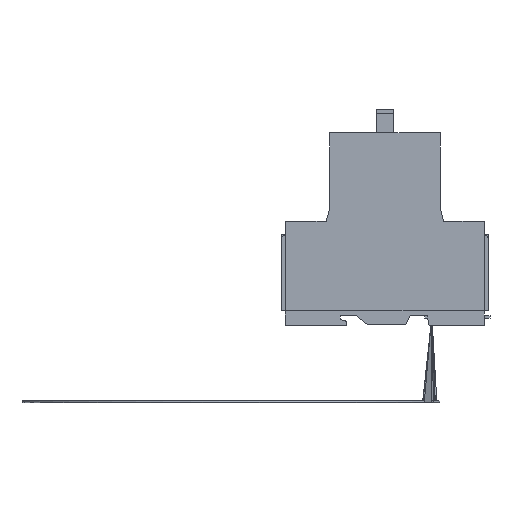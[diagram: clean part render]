
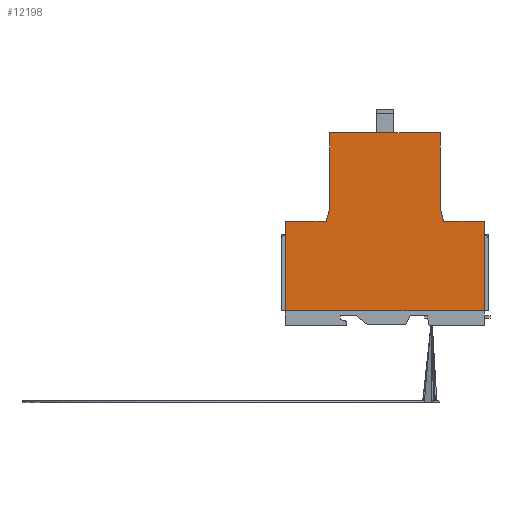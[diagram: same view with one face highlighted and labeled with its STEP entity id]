
A CAD part, left-side view. The second image highlights one B-rep face of the part: STEP entity #12198.
In plain terms, the highlighted planar face has unit normal (-1, 0, 0).
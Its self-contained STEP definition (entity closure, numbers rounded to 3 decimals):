
#930 = CARTESIAN_POINT ( 'NONE',  ( 0., 22.25, -12.75 ) ) ;
#2010 = CARTESIAN_POINT ( 'NONE',  ( 0., -40., -18. ) ) ;
#2011 = DIRECTION ( 'NONE',  ( 0., -1., 0. ) ) ;
#2012 = VECTOR ( 'NONE', #2011, 1000. ) ;
#2013 = CARTESIAN_POINT ( 'NONE',  ( 0., -23.625, -18. ) ) ;
#2014 = LINE ( 'NONE', #2013, #2012 ) ;
#2054 = CARTESIAN_POINT ( 'NONE',  ( 0., -23.625, -18. ) ) ;
#2055 = DIRECTION ( 'NONE',  ( 0., -0.253, -0.967 ) ) ;
#2056 = VECTOR ( 'NONE', #2055, 1000. ) ;
#2057 = CARTESIAN_POINT ( 'NONE',  ( 0., -22.25, -12.75 ) ) ;
#2058 = LINE ( 'NONE', #2057, #2056 ) ;
#2122 = CARTESIAN_POINT ( 'NONE',  ( 0., 23.625, -18. ) ) ;
#2123 = DIRECTION ( 'NONE',  ( 0., -1., 0. ) ) ;
#2124 = VECTOR ( 'NONE', #2123, 1000. ) ;
#2125 = CARTESIAN_POINT ( 'NONE',  ( 0., 40., -18. ) ) ;
#2126 = LINE ( 'NONE', #2125, #2124 ) ;
#2185 = FACE_OUTER_BOUND ( 'NONE', #12201, .T. ) ;
#2220 = DIRECTION ( 'NONE',  ( 0., 0., 1. ) ) ;
#2221 = DIRECTION ( 'NONE',  ( -1., 0., 0. ) ) ;
#2222 = CARTESIAN_POINT ( 'NONE',  ( 0., 22.25, 17.5 ) ) ;
#2223 = AXIS2_PLACEMENT_3D ( 'NONE', #2222, #2221, #2220 ) ;
#2226 = PLANE ( 'NONE',  #2223 ) ;
#2311 = CARTESIAN_POINT ( 'NONE',  ( 0., -40., -54. ) ) ;
#2321 = CARTESIAN_POINT ( 'NONE',  ( 0., 40., -54. ) ) ;
#2560 = DIRECTION ( 'NONE',  ( 0., -0.253, 0.967 ) ) ;
#2561 = VECTOR ( 'NONE', #2560, 1000. ) ;
#2562 = CARTESIAN_POINT ( 'NONE',  ( 0., 22.25, -12.75 ) ) ;
#2563 = LINE ( 'NONE', #2562, #2561 ) ;
#2699 = CARTESIAN_POINT ( 'NONE',  ( 0., 40., -18. ) ) ;
#2700 = DIRECTION ( 'NONE',  ( 0., 0., 1. ) ) ;
#2701 = VECTOR ( 'NONE', #2700, 1000. ) ;
#2702 = CARTESIAN_POINT ( 'NONE',  ( 0., 40., -18. ) ) ;
#2703 = LINE ( 'NONE', #2702, #2701 ) ;
#2811 = DIRECTION ( 'NONE',  ( 0., 0., -1. ) ) ;
#2812 = VECTOR ( 'NONE', #2811, 1000. ) ;
#2813 = CARTESIAN_POINT ( 'NONE',  ( 0., -40., -18. ) ) ;
#2814 = LINE ( 'NONE', #2813, #2812 ) ;
#8235 = EDGE_CURVE ( 'NONE', #8236, #8238, #19384, .T. ) ;
#8236 = VERTEX_POINT ( 'NONE', #19375 ) ;
#8238 = VERTEX_POINT ( 'NONE', #19415 ) ;
#11470 = EDGE_CURVE ( 'NONE', #11471, #8236, #16471, .T. ) ;
#11471 = VERTEX_POINT ( 'NONE', #930 ) ;
#11515 = EDGE_CURVE ( 'NONE', #8238, #11516, #15197, .T. ) ;
#11516 = VERTEX_POINT ( 'NONE', #15205 ) ;
#11874 = EDGE_CURVE ( 'NONE', #11884, #11875, #2014, .T. ) ;
#11875 = VERTEX_POINT ( 'NONE', #2010 ) ;
#11883 = EDGE_CURVE ( 'NONE', #11516, #11884, #2058, .T. ) ;
#11884 = VERTEX_POINT ( 'NONE', #2054 ) ;
#12167 = EDGE_CURVE ( 'NONE', #12451, #12168, #2126, .T. ) ;
#12168 = VERTEX_POINT ( 'NONE', #2122 ) ;
#12198 = ADVANCED_FACE ( 'NONE', ( #2185 ), #2226, .T. ) ;
#12201 = EDGE_LOOP ( 'NONE', ( #12202, #12204, #12206, #12500, #12501, #12502, #12503, #12504, #12505, #12506 ) ) ;
#12202 = ORIENTED_EDGE ( 'NONE', *, *, #11470, .F. ) ;
#12204 = ORIENTED_EDGE ( 'NONE', *, *, #12362, .F. ) ;
#12206 = ORIENTED_EDGE ( 'NONE', *, *, #12167, .F. ) ;
#12234 = EDGE_CURVE ( 'NONE', #12243, #12236, #14208, .T. ) ;
#12236 = VERTEX_POINT ( 'NONE', #2321 ) ;
#12243 = VERTEX_POINT ( 'NONE', #2311 ) ;
#12362 = EDGE_CURVE ( 'NONE', #12168, #11471, #2563, .T. ) ;
#12450 = EDGE_CURVE ( 'NONE', #12236, #12451, #2703, .T. ) ;
#12451 = VERTEX_POINT ( 'NONE', #2699 ) ;
#12487 = EDGE_CURVE ( 'NONE', #11875, #12243, #2814, .T. ) ;
#12500 = ORIENTED_EDGE ( 'NONE', *, *, #12450, .F. ) ;
#12501 = ORIENTED_EDGE ( 'NONE', *, *, #12234, .F. ) ;
#12502 = ORIENTED_EDGE ( 'NONE', *, *, #12487, .F. ) ;
#12503 = ORIENTED_EDGE ( 'NONE', *, *, #11874, .F. ) ;
#12504 = ORIENTED_EDGE ( 'NONE', *, *, #11883, .F. ) ;
#12505 = ORIENTED_EDGE ( 'NONE', *, *, #11515, .F. ) ;
#12506 = ORIENTED_EDGE ( 'NONE', *, *, #8235, .F. ) ;
#14208 = LINE ( 'NONE', #14237, #14283 ) ;
#14237 = CARTESIAN_POINT ( 'NONE',  ( 0., -40., -54. ) ) ;
#14283 = VECTOR ( 'NONE', #14292, 1000. ) ;
#14292 = DIRECTION ( 'NONE',  ( 0., 1., 0. ) ) ;
#15194 = DIRECTION ( 'NONE',  ( 0., 0., -1. ) ) ;
#15195 = VECTOR ( 'NONE', #15194, 1000. ) ;
#15196 = CARTESIAN_POINT ( 'NONE',  ( 0., -22.25, 17.5 ) ) ;
#15197 = LINE ( 'NONE', #15196, #15195 ) ;
#15205 = CARTESIAN_POINT ( 'NONE',  ( 0., -22.25, -12.75 ) ) ;
#16468 = DIRECTION ( 'NONE',  ( 0., 0., 1. ) ) ;
#16469 = VECTOR ( 'NONE', #16468, 1000. ) ;
#16470 = CARTESIAN_POINT ( 'NONE',  ( 0., 22.25, -12.75 ) ) ;
#16471 = LINE ( 'NONE', #16470, #16469 ) ;
#19375 = CARTESIAN_POINT ( 'NONE',  ( 0., 22.25, 17.5 ) ) ;
#19376 = DIRECTION ( 'NONE',  ( 0., -1., 0. ) ) ;
#19377 = VECTOR ( 'NONE', #19376, 1000. ) ;
#19378 = CARTESIAN_POINT ( 'NONE',  ( 0., -22.25, 17.5 ) ) ;
#19384 = LINE ( 'NONE', #19378, #19377 ) ;
#19415 = CARTESIAN_POINT ( 'NONE',  ( 0., -22.25, 17.5 ) ) ;
